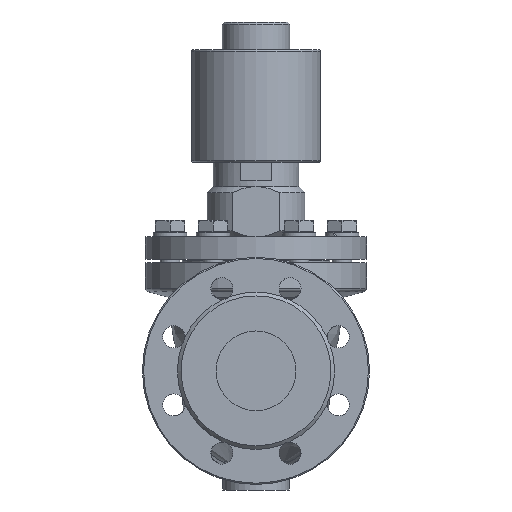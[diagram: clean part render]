
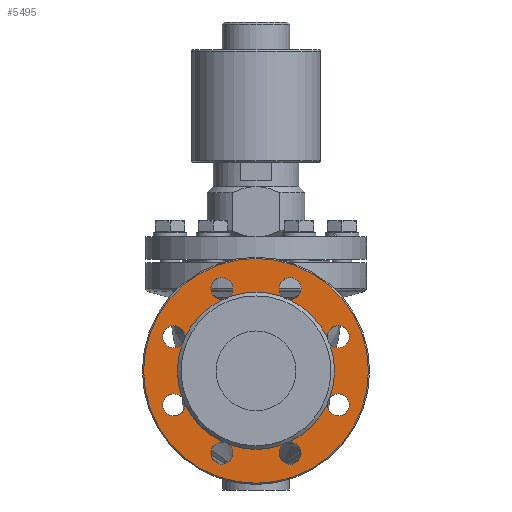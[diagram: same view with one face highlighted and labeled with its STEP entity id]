
A CAD part, front view. The second image highlights one B-rep face of the part: STEP entity #5495.
In plain terms, the highlighted planar face has unit normal (0, -1, 0).
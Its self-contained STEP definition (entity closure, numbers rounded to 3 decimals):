
#893=PLANE('',#5884);
#1038=FACE_BOUND('',#1554,.T.);
#1184=FACE_OUTER_BOUND('',#1553,.T.);
#1553=EDGE_LOOP('',(#3764));
#1554=EDGE_LOOP('',(#3765,#3766,#3767,#3768,#3769,#3770,#3771,#3772,#3773,
#3774,#3775,#3776,#3777,#3778,#3779,#3780));
#2076=CIRCLE('',#5885,91.5);
#2077=CIRCLE('',#5886,9.);
#2078=CIRCLE('',#5887,64.);
#2079=CIRCLE('',#5888,9.);
#2080=CIRCLE('',#5889,64.);
#2081=CIRCLE('',#5890,9.);
#2082=CIRCLE('',#5891,64.);
#2083=CIRCLE('',#5892,9.);
#2084=CIRCLE('',#5893,64.);
#2085=CIRCLE('',#5894,9.);
#2086=CIRCLE('',#5895,64.);
#2087=CIRCLE('',#5896,9.);
#2088=CIRCLE('',#5897,64.);
#2089=CIRCLE('',#5898,9.);
#2090=CIRCLE('',#5899,64.);
#2091=CIRCLE('',#5900,9.);
#2092=CIRCLE('',#5901,64.);
#2398=VERTEX_POINT('',#8262);
#2399=VERTEX_POINT('',#8264);
#2400=VERTEX_POINT('',#8265);
#2401=VERTEX_POINT('',#8267);
#2402=VERTEX_POINT('',#8269);
#2403=VERTEX_POINT('',#8271);
#2404=VERTEX_POINT('',#8273);
#2405=VERTEX_POINT('',#8275);
#2406=VERTEX_POINT('',#8277);
#2407=VERTEX_POINT('',#8279);
#2408=VERTEX_POINT('',#8281);
#2409=VERTEX_POINT('',#8283);
#2410=VERTEX_POINT('',#8285);
#2411=VERTEX_POINT('',#8287);
#2412=VERTEX_POINT('',#8289);
#2413=VERTEX_POINT('',#8291);
#2414=VERTEX_POINT('',#8293);
#2942=EDGE_CURVE('',#2398,#2398,#2076,.T.);
#2943=EDGE_CURVE('',#2399,#2400,#2077,.T.);
#2944=EDGE_CURVE('',#2400,#2401,#2078,.T.);
#2945=EDGE_CURVE('',#2401,#2402,#2079,.T.);
#2946=EDGE_CURVE('',#2402,#2403,#2080,.T.);
#2947=EDGE_CURVE('',#2403,#2404,#2081,.T.);
#2948=EDGE_CURVE('',#2404,#2405,#2082,.T.);
#2949=EDGE_CURVE('',#2405,#2406,#2083,.T.);
#2950=EDGE_CURVE('',#2406,#2407,#2084,.T.);
#2951=EDGE_CURVE('',#2407,#2408,#2085,.T.);
#2952=EDGE_CURVE('',#2408,#2409,#2086,.T.);
#2953=EDGE_CURVE('',#2409,#2410,#2087,.T.);
#2954=EDGE_CURVE('',#2410,#2411,#2088,.T.);
#2955=EDGE_CURVE('',#2411,#2412,#2089,.T.);
#2956=EDGE_CURVE('',#2412,#2413,#2090,.T.);
#2957=EDGE_CURVE('',#2413,#2414,#2091,.T.);
#2958=EDGE_CURVE('',#2414,#2399,#2092,.T.);
#3764=ORIENTED_EDGE('',*,*,#2942,.F.);
#3765=ORIENTED_EDGE('',*,*,#2943,.T.);
#3766=ORIENTED_EDGE('',*,*,#2944,.T.);
#3767=ORIENTED_EDGE('',*,*,#2945,.T.);
#3768=ORIENTED_EDGE('',*,*,#2946,.T.);
#3769=ORIENTED_EDGE('',*,*,#2947,.T.);
#3770=ORIENTED_EDGE('',*,*,#2948,.T.);
#3771=ORIENTED_EDGE('',*,*,#2949,.T.);
#3772=ORIENTED_EDGE('',*,*,#2950,.T.);
#3773=ORIENTED_EDGE('',*,*,#2951,.T.);
#3774=ORIENTED_EDGE('',*,*,#2952,.T.);
#3775=ORIENTED_EDGE('',*,*,#2953,.T.);
#3776=ORIENTED_EDGE('',*,*,#2954,.T.);
#3777=ORIENTED_EDGE('',*,*,#2955,.T.);
#3778=ORIENTED_EDGE('',*,*,#2956,.T.);
#3779=ORIENTED_EDGE('',*,*,#2957,.T.);
#3780=ORIENTED_EDGE('',*,*,#2958,.T.);
#5495=ADVANCED_FACE('',(#1184,#1038),#893,.T.);
#5884=AXIS2_PLACEMENT_3D('',#8261,#6608,#6609);
#5885=AXIS2_PLACEMENT_3D('',#8263,#6610,#6611);
#5886=AXIS2_PLACEMENT_3D('',#8266,#6612,#6613);
#5887=AXIS2_PLACEMENT_3D('',#8268,#6614,#6615);
#5888=AXIS2_PLACEMENT_3D('',#8270,#6616,#6617);
#5889=AXIS2_PLACEMENT_3D('',#8272,#6618,#6619);
#5890=AXIS2_PLACEMENT_3D('',#8274,#6620,#6621);
#5891=AXIS2_PLACEMENT_3D('',#8276,#6622,#6623);
#5892=AXIS2_PLACEMENT_3D('',#8278,#6624,#6625);
#5893=AXIS2_PLACEMENT_3D('',#8280,#6626,#6627);
#5894=AXIS2_PLACEMENT_3D('',#8282,#6628,#6629);
#5895=AXIS2_PLACEMENT_3D('',#8284,#6630,#6631);
#5896=AXIS2_PLACEMENT_3D('',#8286,#6632,#6633);
#5897=AXIS2_PLACEMENT_3D('',#8288,#6634,#6635);
#5898=AXIS2_PLACEMENT_3D('',#8290,#6636,#6637);
#5899=AXIS2_PLACEMENT_3D('',#8292,#6638,#6639);
#5900=AXIS2_PLACEMENT_3D('',#8294,#6640,#6641);
#5901=AXIS2_PLACEMENT_3D('',#8295,#6642,#6643);
#6608=DIRECTION('center_axis',(0.,-1.,0.));
#6609=DIRECTION('ref_axis',(0.,0.,-1.));
#6610=DIRECTION('center_axis',(0.,1.,0.));
#6611=DIRECTION('ref_axis',(0.,0.,-1.));
#6612=DIRECTION('center_axis',(0.,1.,0.));
#6613=DIRECTION('ref_axis',(-1.,0.,0.));
#6614=DIRECTION('center_axis',(0.,1.,0.));
#6615=DIRECTION('ref_axis',(0.,0.,1.));
#6616=DIRECTION('center_axis',(0.,1.,0.));
#6617=DIRECTION('ref_axis',(-1.,0.,0.));
#6618=DIRECTION('center_axis',(0.,1.,0.));
#6619=DIRECTION('ref_axis',(0.,0.,1.));
#6620=DIRECTION('center_axis',(0.,1.,0.));
#6621=DIRECTION('ref_axis',(-1.,0.,0.));
#6622=DIRECTION('center_axis',(0.,1.,0.));
#6623=DIRECTION('ref_axis',(0.,0.,1.));
#6624=DIRECTION('center_axis',(0.,1.,0.));
#6625=DIRECTION('ref_axis',(-1.,0.,0.));
#6626=DIRECTION('center_axis',(0.,1.,0.));
#6627=DIRECTION('ref_axis',(0.,0.,1.));
#6628=DIRECTION('center_axis',(0.,1.,0.));
#6629=DIRECTION('ref_axis',(-1.,0.,0.));
#6630=DIRECTION('center_axis',(0.,1.,0.));
#6631=DIRECTION('ref_axis',(0.,0.,1.));
#6632=DIRECTION('center_axis',(0.,1.,0.));
#6633=DIRECTION('ref_axis',(-1.,0.,0.));
#6634=DIRECTION('center_axis',(0.,1.,0.));
#6635=DIRECTION('ref_axis',(0.,0.,1.));
#6636=DIRECTION('center_axis',(0.,1.,0.));
#6637=DIRECTION('ref_axis',(-1.,0.,0.));
#6638=DIRECTION('center_axis',(0.,1.,0.));
#6639=DIRECTION('ref_axis',(0.,0.,1.));
#6640=DIRECTION('center_axis',(0.,1.,0.));
#6641=DIRECTION('ref_axis',(-1.,0.,0.));
#6642=DIRECTION('center_axis',(0.,1.,0.));
#6643=DIRECTION('ref_axis',(0.,0.,1.));
#8261=CARTESIAN_POINT('Origin',(0.,-142.,78.25));
#8262=CARTESIAN_POINT('',(0.,-142.,91.5));
#8263=CARTESIAN_POINT('Origin',(0.,-142.,0.));
#8264=CARTESIAN_POINT('',(60.136,-142.,-21.902));
#8265=CARTESIAN_POINT('',(58.009,-142.,-27.036));
#8266=CARTESIAN_POINT('Origin',(66.981,-142.,-27.745));
#8267=CARTESIAN_POINT('',(27.036,-142.,-58.009));
#8268=CARTESIAN_POINT('Origin',(0.,-142.,0.));
#8269=CARTESIAN_POINT('',(21.902,-142.,-60.136));
#8270=CARTESIAN_POINT('Origin',(27.745,-142.,-66.981));
#8271=CARTESIAN_POINT('',(-21.902,-142.,-60.136));
#8272=CARTESIAN_POINT('Origin',(0.,-142.,0.));
#8273=CARTESIAN_POINT('',(-27.036,-142.,-58.009));
#8274=CARTESIAN_POINT('Origin',(-27.745,-142.,-66.981));
#8275=CARTESIAN_POINT('',(-58.009,-142.,-27.036));
#8276=CARTESIAN_POINT('Origin',(0.,-142.,0.));
#8277=CARTESIAN_POINT('',(-60.136,-142.,-21.902));
#8278=CARTESIAN_POINT('Origin',(-66.981,-142.,-27.745));
#8279=CARTESIAN_POINT('',(-60.136,-142.,21.902));
#8280=CARTESIAN_POINT('Origin',(0.,-142.,0.));
#8281=CARTESIAN_POINT('',(-58.009,-142.,27.036));
#8282=CARTESIAN_POINT('Origin',(-66.981,-142.,27.745));
#8283=CARTESIAN_POINT('',(-27.036,-142.,58.009));
#8284=CARTESIAN_POINT('Origin',(0.,-142.,0.));
#8285=CARTESIAN_POINT('',(-21.902,-142.,60.136));
#8286=CARTESIAN_POINT('Origin',(-27.745,-142.,66.981));
#8287=CARTESIAN_POINT('',(21.902,-142.,60.136));
#8288=CARTESIAN_POINT('Origin',(0.,-142.,0.));
#8289=CARTESIAN_POINT('',(27.036,-142.,58.009));
#8290=CARTESIAN_POINT('Origin',(27.745,-142.,66.981));
#8291=CARTESIAN_POINT('',(58.009,-142.,27.036));
#8292=CARTESIAN_POINT('Origin',(0.,-142.,0.));
#8293=CARTESIAN_POINT('',(60.136,-142.,21.902));
#8294=CARTESIAN_POINT('Origin',(66.981,-142.,27.745));
#8295=CARTESIAN_POINT('Origin',(0.,-142.,0.));
